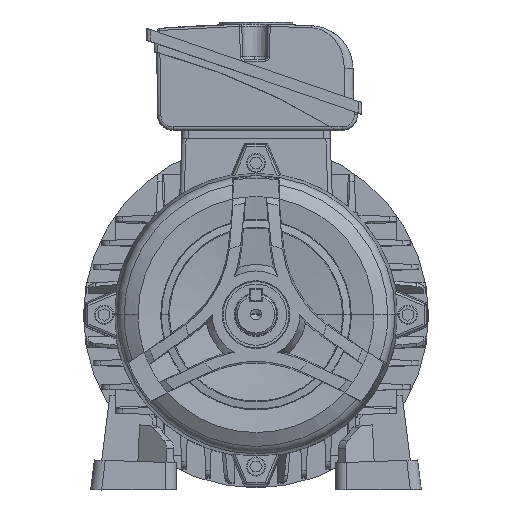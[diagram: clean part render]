
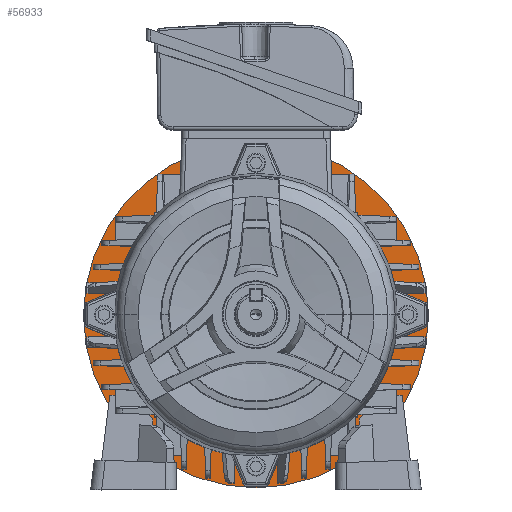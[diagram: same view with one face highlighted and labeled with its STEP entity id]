
A CAD part, top view. The second image highlights one B-rep face of the part: STEP entity #56933.
In plain terms, the highlighted face is planar.
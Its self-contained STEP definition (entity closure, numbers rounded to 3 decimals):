
#803 = AXIS2_PLACEMENT_3D ( 'NONE', #55321, #60646, #60194 ) ;
#1371 = CIRCLE ( 'NONE', #803, 79. ) ;
#1780 = AXIS2_PLACEMENT_3D ( 'NONE', #59110, #29422, #34316 ) ;
#6982 = CARTESIAN_POINT ( 'NONE',  ( 0., 0., 0. ) ) ;
#16340 = EDGE_LOOP ( 'NONE', ( #64877, #20790 ) ) ;
#19044 = CIRCLE ( 'NONE', #33924, 79. ) ;
#20256 = VERTEX_POINT ( 'NONE', #50091 ) ;
#20790 = ORIENTED_EDGE ( 'NONE', *, *, #44370, .T. ) ;
#29422 = DIRECTION ( 'NONE',  ( 0., 0., -1. ) ) ;
#33924 = AXIS2_PLACEMENT_3D ( 'NONE', #6982, #47806, #58000 ) ;
#34316 = DIRECTION ( 'NONE',  ( -1., 0., 0. ) ) ;
#40036 = EDGE_CURVE ( 'NONE', #20256, #52738, #19044, .T. ) ;
#44370 = EDGE_CURVE ( 'NONE', #52738, #20256, #1371, .T. ) ;
#44905 = PLANE ( 'NONE',  #1780 ) ;
#47806 = DIRECTION ( 'NONE',  ( 0., 0., -1. ) ) ;
#50091 = CARTESIAN_POINT ( 'NONE',  ( -79., 0., 0. ) ) ;
#52738 = VERTEX_POINT ( 'NONE', #57871 ) ;
#55321 = CARTESIAN_POINT ( 'NONE',  ( 0., 0., 0. ) ) ;
#56933 = ADVANCED_FACE ( 'NONE', ( #65233 ), #44905, .T. ) ;
#57871 = CARTESIAN_POINT ( 'NONE',  ( 79., 0., 0. ) ) ;
#58000 = DIRECTION ( 'NONE',  ( -1., 0., 0. ) ) ;
#59110 = CARTESIAN_POINT ( 'NONE',  ( 0., 0., 0. ) ) ;
#60194 = DIRECTION ( 'NONE',  ( -1., 0., 0. ) ) ;
#60646 = DIRECTION ( 'NONE',  ( 0., 0., -1. ) ) ;
#64877 = ORIENTED_EDGE ( 'NONE', *, *, #40036, .T. ) ;
#65233 = FACE_OUTER_BOUND ( 'NONE', #16340, .T. ) ;
